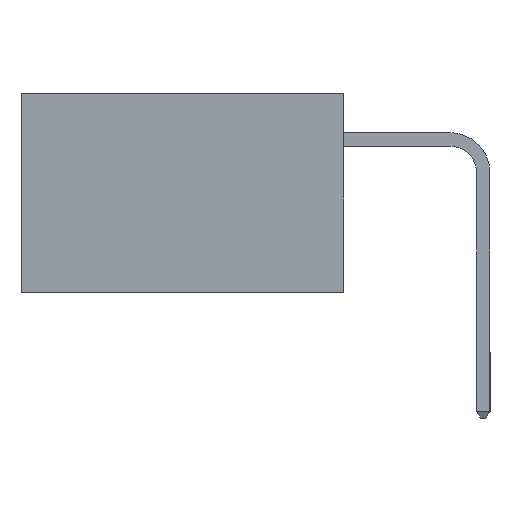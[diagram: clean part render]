
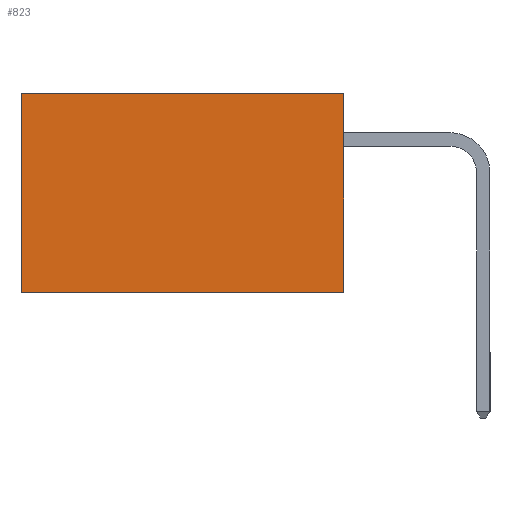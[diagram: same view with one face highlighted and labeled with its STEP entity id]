
A CAD part, left-side view. The second image highlights one B-rep face of the part: STEP entity #823.
In plain terms, the highlighted planar face has unit normal (-1, 0, 0).
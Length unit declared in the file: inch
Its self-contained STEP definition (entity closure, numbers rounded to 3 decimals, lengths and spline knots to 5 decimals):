
#823 = ADVANCED_FACE ( 'NONE', ( #22987 ), #2786, .F. ) ;
#2522 = DIRECTION ( 'NONE',  ( 0., 0., -1. ) ) ;
#2786 = PLANE ( 'NONE',  #14023 ) ;
#2920 = VECTOR ( 'NONE', #18374, 39.37008 ) ;
#3023 = CARTESIAN_POINT ( 'NONE',  ( 0.298, 0., 0. ) ) ;
#4168 = EDGE_CURVE ( 'NONE', #6432, #13064, #4769, .T. ) ;
#4769 = LINE ( 'NONE', #16392, #2920 ) ;
#4773 = DIRECTION ( 'NONE',  ( 1., 0., 0. ) ) ;
#5245 = DIRECTION ( 'NONE',  ( 0., 1., 0. ) ) ;
#6432 = VERTEX_POINT ( 'NONE', #20992 ) ;
#7842 = CARTESIAN_POINT ( 'NONE',  ( 0.298, 0.6, -0.37 ) ) ;
#8408 = ORIENTED_EDGE ( 'NONE', *, *, #23045, .T. ) ;
#8620 = CARTESIAN_POINT ( 'NONE',  ( 0.298, 0., 0. ) ) ;
#8957 = ORIENTED_EDGE ( 'NONE', *, *, #4168, .F. ) ;
#9223 = ORIENTED_EDGE ( 'NONE', *, *, #25462, .T. ) ;
#10577 = LINE ( 'NONE', #3023, #19785 ) ;
#11642 = DIRECTION ( 'NONE',  ( 0., 0., -1. ) ) ;
#11840 = ORIENTED_EDGE ( 'NONE', *, *, #24733, .F. ) ;
#12967 = VECTOR ( 'NONE', #22108, 39.37008 ) ;
#13064 = VERTEX_POINT ( 'NONE', #7842 ) ;
#14023 = AXIS2_PLACEMENT_3D ( 'NONE', #8620, #4773, #2522 ) ;
#16378 = VERTEX_POINT ( 'NONE', #21548 ) ;
#16392 = CARTESIAN_POINT ( 'NONE',  ( 0.298, 0., -0.37 ) ) ;
#18374 = DIRECTION ( 'NONE',  ( 0., 1., 0. ) ) ;
#18823 = LINE ( 'NONE', #21936, #12967 ) ;
#19378 = CARTESIAN_POINT ( 'NONE',  ( 0.298, 0.6, 0. ) ) ;
#19785 = VECTOR ( 'NONE', #5245, 39.37008 ) ;
#20992 = CARTESIAN_POINT ( 'NONE',  ( 0.298, 0., -0.37 ) ) ;
#21548 = CARTESIAN_POINT ( 'NONE',  ( 0.298, 0.6, 0. ) ) ;
#21936 = CARTESIAN_POINT ( 'NONE',  ( 0.298, 0., 0. ) ) ;
#22108 = DIRECTION ( 'NONE',  ( 0., 0., -1. ) ) ;
#22790 = LINE ( 'NONE', #19378, #24310 ) ;
#22987 = FACE_OUTER_BOUND ( 'NONE', #23114, .T. ) ;
#23045 = EDGE_CURVE ( 'NONE', #24377, #16378, #10577, .T. ) ;
#23114 = EDGE_LOOP ( 'NONE', ( #9223, #8957, #11840, #8408 ) ) ;
#24310 = VECTOR ( 'NONE', #11642, 39.37008 ) ;
#24377 = VERTEX_POINT ( 'NONE', #24485 ) ;
#24485 = CARTESIAN_POINT ( 'NONE',  ( 0.298, 0., 0. ) ) ;
#24733 = EDGE_CURVE ( 'NONE', #24377, #6432, #18823, .T. ) ;
#25462 = EDGE_CURVE ( 'NONE', #16378, #13064, #22790, .T. ) ;
